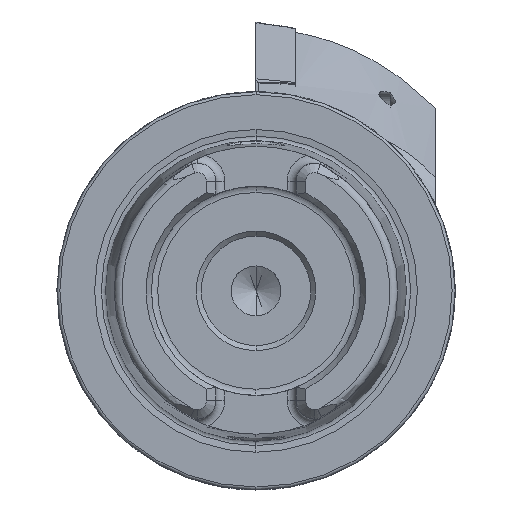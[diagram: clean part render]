
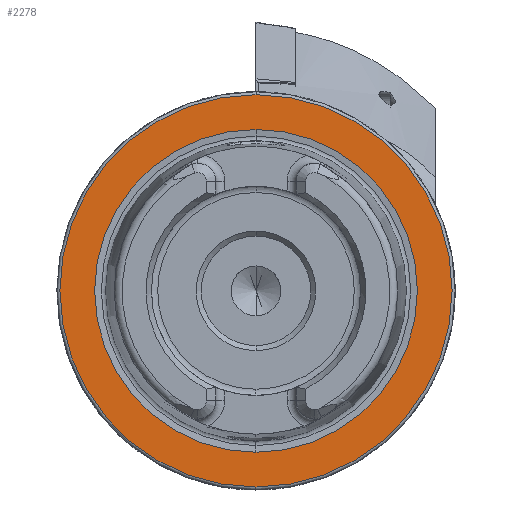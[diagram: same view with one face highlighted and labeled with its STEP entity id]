
A CAD part, left-side view. The second image highlights one B-rep face of the part: STEP entity #2278.
In plain terms, the highlighted planar face has unit normal (-1, 0, 0).
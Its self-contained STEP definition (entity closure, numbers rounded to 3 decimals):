
#221 = CIRCLE ( 'NONE', #4094, 16.207 ) ;
#222 = CIRCLE ( 'NONE', #4095, 19.7 ) ;
#1086 = EDGE_CURVE ( 'NONE', #8102, #3049, #221, .T. ) ;
#1087 = EDGE_CURVE ( 'NONE', #8099, #8107, #222, .T. ) ;
#2278 = ADVANCED_FACE ( 'NONE', ( #10082, #10086 ), #10802, .F. ) ;
#3049 = VERTEX_POINT ( 'NONE', #8954 ) ;
#3588 = CARTESIAN_POINT ( 'NONE',  ( 0., 0., 0. ) ) ;
#3589 = DIRECTION ( 'NONE',  ( -1., 0., 0. ) ) ;
#3590 = DIRECTION ( 'NONE',  ( 0., 0., 1. ) ) ;
#4094 = AXIS2_PLACEMENT_3D ( 'NONE', #5046, #5047, #5048 ) ;
#4095 = AXIS2_PLACEMENT_3D ( 'NONE', #5049, #5050, #5051 ) ;
#4553 = AXIS2_PLACEMENT_3D ( 'NONE', #10804, #10809, #10810 ) ;
#4745 = AXIS2_PLACEMENT_3D ( 'NONE', #3588, #3589, #3590 ) ;
#4748 = AXIS2_PLACEMENT_3D ( 'NONE', #7134, #7135, #7136 ) ;
#5046 = CARTESIAN_POINT ( 'NONE',  ( 0., 0., 0. ) ) ;
#5047 = DIRECTION ( 'NONE',  ( -1., 0., 0. ) ) ;
#5048 = DIRECTION ( 'NONE',  ( 0., 0., 1. ) ) ;
#5049 = CARTESIAN_POINT ( 'NONE',  ( 0., 0., 0. ) ) ;
#5050 = DIRECTION ( 'NONE',  ( -1., 0., 0. ) ) ;
#5051 = DIRECTION ( 'NONE',  ( 0., 0., 1. ) ) ;
#6517 = EDGE_LOOP ( 'NONE', ( #11629, #11631 ) ) ;
#6633 = EDGE_LOOP ( 'NONE', ( #11633, #11635 ) ) ;
#7134 = CARTESIAN_POINT ( 'NONE',  ( 0., 0., 0. ) ) ;
#7135 = DIRECTION ( 'NONE',  ( -1., 0., 0. ) ) ;
#7136 = DIRECTION ( 'NONE',  ( 0., 0., 1. ) ) ;
#8099 = VERTEX_POINT ( 'NONE', #9407 ) ;
#8102 = VERTEX_POINT ( 'NONE', #9410 ) ;
#8107 = VERTEX_POINT ( 'NONE', #9415 ) ;
#8954 = CARTESIAN_POINT ( 'NONE',  ( 0., 0., -16.207 ) ) ;
#9407 = CARTESIAN_POINT ( 'NONE',  ( 0., 0., -19.7 ) ) ;
#9410 = CARTESIAN_POINT ( 'NONE',  ( 0., 0., 16.207 ) ) ;
#9415 = CARTESIAN_POINT ( 'NONE',  ( 0., 0., 19.7 ) ) ;
#9543 = CIRCLE ( 'NONE', #4745, 16.207 ) ;
#9552 = CIRCLE ( 'NONE', #4748, 19.7 ) ;
#9900 = EDGE_CURVE ( 'NONE', #3049, #8102, #9543, .T. ) ;
#9904 = EDGE_CURVE ( 'NONE', #8107, #8099, #9552, .T. ) ;
#10082 = FACE_BOUND ( 'NONE', #6517, .T. ) ;
#10086 = FACE_OUTER_BOUND ( 'NONE', #6633, .T. ) ;
#10802 = PLANE ( 'NONE',  #4553 ) ;
#10804 = CARTESIAN_POINT ( 'NONE',  ( 0., 19.7, 0. ) ) ;
#10809 = DIRECTION ( 'NONE',  ( 1., 0., 0. ) ) ;
#10810 = DIRECTION ( 'NONE',  ( 0., 0., -1. ) ) ;
#11629 = ORIENTED_EDGE ( 'NONE', *, *, #1086, .F. ) ;
#11631 = ORIENTED_EDGE ( 'NONE', *, *, #9900, .F. ) ;
#11633 = ORIENTED_EDGE ( 'NONE', *, *, #9904, .T. ) ;
#11635 = ORIENTED_EDGE ( 'NONE', *, *, #1087, .T. ) ;
